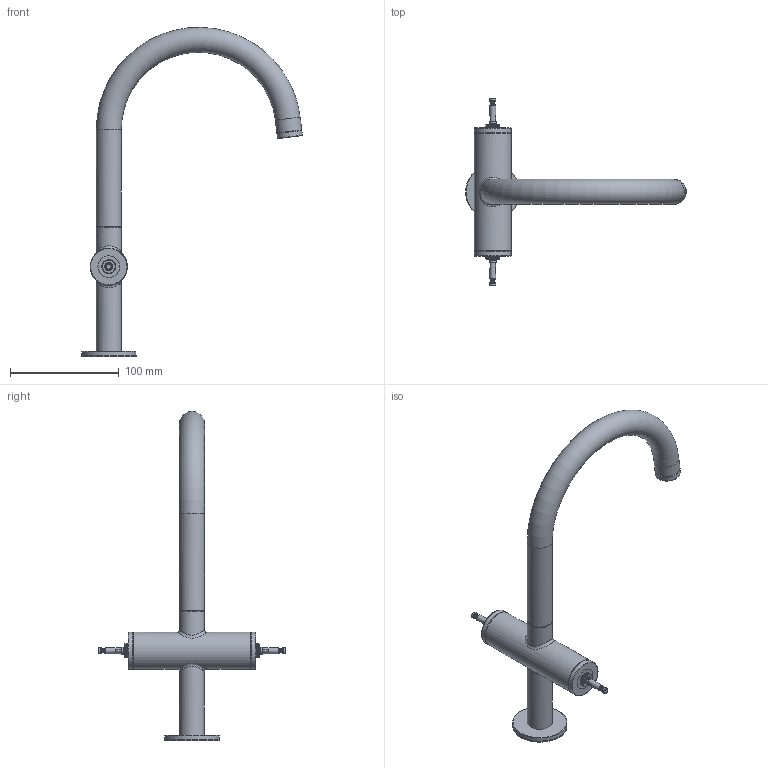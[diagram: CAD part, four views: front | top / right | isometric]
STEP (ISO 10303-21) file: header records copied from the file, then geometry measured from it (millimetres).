
FILE_DESCRIPTION(/* description */ ('Unknown'),/* implementation_level */ '2;1');
FILE_NAME(/* name */ '21134000',/* time_stamp */ '2022-09-27T18:25:23+02:00',/* author */ ('Unknown'),/* organization */ ('GROHE AG'),/* preprocessor_version */ 'ST-DEVELOPER v16.7',/* originating_system */ 'DEX',/* authorisation */ $);
FILE_SCHEMA (('AUTOMOTIVE_DESIGN {1 0 10303 214 3 1 1}'));
Length unit declared in the file: millimetre
Products named in the file (2): 21134000; id11
Assembly tree (1 placements, depth 2):
  21134000
    id11
Bounding box: 202.83 x 172.5 x 302.55 mm (x, y, z)
Surface area: 52156.9 mm2 (no closed solid volume)
Topology: 0 solids, 11 shells, 383 faces, 1424 edges, 1053 vertices
Faces by surface type: plane 177, cylinder 171, torus 19, cone 10, bspline 6
Full cylindrical faces by diameter (mm): 3.5 x2, 4 x2, 5.5 x4, 6.55 x2, 23 x5, 34 x3, 50 x1
Entity records: 18208 total; most frequent: CARTESIAN_POINT 8002, ORIENTED_EDGE 2004, DIRECTION 1628, EDGE_CURVE 1346, VERTEX_POINT 1028, B_SPLINE_CURVE_WITH_KNOTS 665, AXIS2_PLACEMENT_3D 568, LINE 492
